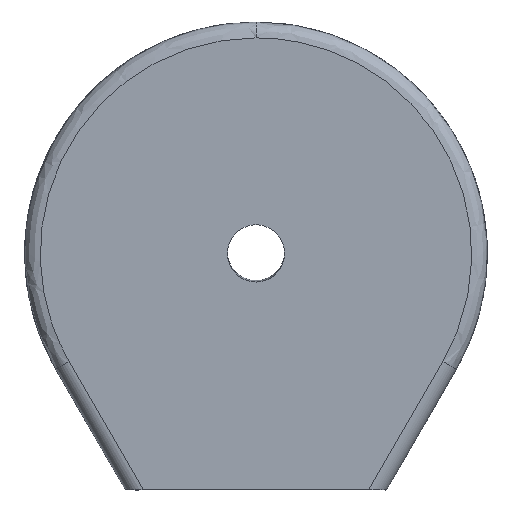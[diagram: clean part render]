
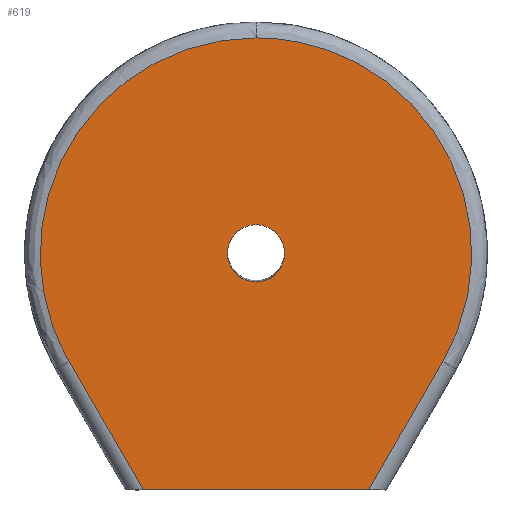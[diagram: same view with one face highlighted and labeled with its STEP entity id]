
A CAD part, left-side view. The second image highlights one B-rep face of the part: STEP entity #619.
In plain terms, the highlighted planar face has unit normal (-1, 0, -0.018).
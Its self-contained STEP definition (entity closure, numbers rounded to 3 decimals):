
#5 = CARTESIAN_POINT ( 'NONE',  ( -16.694, 22.51, -43.963 ) ) ;
#28 = LINE ( 'NONE', #5, #697 ) ;
#32 = CIRCLE ( 'NONE', #102, 5.5 ) ;
#43 = CARTESIAN_POINT ( 'NONE',  ( -17.641, 53.845, 10.31 ) ) ;
#62 = PLANE ( 'NONE',  #164 ) ;
#97 =( BOUNDED_CURVE ( )  B_SPLINE_CURVE ( 3, ( #857, #217, #852, #1019 ),
 .UNSPECIFIED., .F., .T. ) 
 B_SPLINE_CURVE_WITH_KNOTS ( ( 4, 4 ),
 ( 4.189, 6.283 ),
 .UNSPECIFIED. ) 
 CURVE ( )  GEOMETRIC_REPRESENTATION_ITEM ( )  RATIONAL_B_SPLINE_CURVE ( ( 1., 0.667, 0.667, 1. ) ) 
 REPRESENTATION_ITEM ( '' )  );
#102 = AXIS2_PLACEMENT_3D ( 'NONE', #1017, #651, #965 ) ;
#110 = ORIENTED_EDGE ( 'NONE', *, *, #699, .T. ) ;
#142 = DIRECTION ( 'NONE',  ( -1., 0., -0.017 ) ) ;
#144 = EDGE_LOOP ( 'NONE', ( #436, #675, #110, #1018, #1026 ) ) ;
#158 = DIRECTION ( 'NONE',  ( -0.017, 0., 1. ) ) ;
#164 = AXIS2_PLACEMENT_3D ( 'NONE', #474, #1020, #158 ) ;
#209 = VERTEX_POINT ( 'NONE', #733 ) ;
#216 = VERTEX_POINT ( 'NONE', #975 ) ;
#217 = CARTESIAN_POINT ( 'NONE',  ( -17.641, -53.845, 10.31 ) ) ;
#225 = LINE ( 'NONE', #555, #848 ) ;
#232 = VERTEX_POINT ( 'NONE', #434 ) ;
#278 = CARTESIAN_POINT ( 'NONE',  ( -17.099, 35.897, -20.777 ) ) ;
#304 = EDGE_CURVE ( 'NONE', #547, #361, #730, .T. ) ;
#314 = CARTESIAN_POINT ( 'NONE',  ( -16.668, 25.086, -45.45 ) ) ;
#318 = CARTESIAN_POINT ( 'NONE',  ( -17.557, 0., 5.499 ) ) ;
#361 = VERTEX_POINT ( 'NONE', #862 ) ;
#380 = EDGE_CURVE ( 'NONE', #499, #232, #32, .T. ) ;
#406 = EDGE_CURVE ( 'NONE', #547, #216, #225, .T. ) ;
#434 = CARTESIAN_POINT ( 'NONE',  ( -17.365, 0., -5.499 ) ) ;
#436 = ORIENTED_EDGE ( 'NONE', *, *, #960, .T. ) ;
#453 = CARTESIAN_POINT ( 'NONE',  ( -18.184, 0., 41.398 ) ) ;
#474 = CARTESIAN_POINT ( 'NONE',  ( -16.668, 25.086, -45.45 ) ) ;
#482 = FACE_OUTER_BOUND ( 'NONE', #144, .T. ) ;
#499 = VERTEX_POINT ( 'NONE', #318 ) ;
#547 = VERTEX_POINT ( 'NONE', #557 ) ;
#555 = CARTESIAN_POINT ( 'NONE',  ( -16.315, -9.97, -65.683 ) ) ;
#557 = CARTESIAN_POINT ( 'NONE',  ( -16.668, -21.652, -45.45 ) ) ;
#562 = CARTESIAN_POINT ( 'NONE',  ( -17.461, 0., 0. ) ) ;
#581 = EDGE_CURVE ( 'NONE', #232, #499, #929, .T. ) ;
#619 = ADVANCED_FACE ( 'NONE', ( #933, #482 ), #62, .T. ) ;
#624 = DIRECTION ( 'NONE',  ( -0.017, 0., 1. ) ) ;
#651 = DIRECTION ( 'NONE',  ( -1., 0., -0.017 ) ) ;
#670 = CARTESIAN_POINT ( 'NONE',  ( -17.099, 35.897, -20.777 ) ) ;
#675 = ORIENTED_EDGE ( 'NONE', *, *, #738, .T. ) ;
#687 = EDGE_LOOP ( 'NONE', ( #1004, #851 ) ) ;
#697 = VECTOR ( 'NONE', #742, 1000. ) ;
#698 =( BOUNDED_CURVE ( )  B_SPLINE_CURVE ( 3, ( #453, #830, #43, #670 ),
 .UNSPECIFIED., .F., .T. ) 
 B_SPLINE_CURVE_WITH_KNOTS ( ( 4, 4 ),
 ( 0., 2.094 ),
 .UNSPECIFIED. ) 
 CURVE ( )  GEOMETRIC_REPRESENTATION_ITEM ( )  RATIONAL_B_SPLINE_CURVE ( ( 1., 0.667, 0.667, 1. ) ) 
 REPRESENTATION_ITEM ( '' )  );
#699 = EDGE_CURVE ( 'NONE', #752, #361, #28, .T. ) ;
#730 = LINE ( 'NONE', #314, #743 ) ;
#733 = CARTESIAN_POINT ( 'NONE',  ( -18.184, 0., 41.398 ) ) ;
#738 = EDGE_CURVE ( 'NONE', #209, #752, #698, .T. ) ;
#742 = DIRECTION ( 'NONE',  ( 0.015, -0.5, -0.866 ) ) ;
#743 = VECTOR ( 'NONE', #785, 1000. ) ;
#752 = VERTEX_POINT ( 'NONE', #278 ) ;
#764 = AXIS2_PLACEMENT_3D ( 'NONE', #562, #142, #624 ) ;
#785 = DIRECTION ( 'NONE',  ( 0., 1., 0. ) ) ;
#830 = CARTESIAN_POINT ( 'NONE',  ( -18.184, 35.897, 41.398 ) ) ;
#848 = VECTOR ( 'NONE', #1024, 1000. ) ;
#851 = ORIENTED_EDGE ( 'NONE', *, *, #581, .F. ) ;
#852 = CARTESIAN_POINT ( 'NONE',  ( -18.184, -35.897, 41.398 ) ) ;
#857 = CARTESIAN_POINT ( 'NONE',  ( -17.099, -35.897, -20.777 ) ) ;
#862 = CARTESIAN_POINT ( 'NONE',  ( -16.668, 21.652, -45.45 ) ) ;
#929 = CIRCLE ( 'NONE', #764, 5.5 ) ;
#933 = FACE_BOUND ( 'NONE', #687, .T. ) ;
#960 = EDGE_CURVE ( 'NONE', #216, #209, #97, .T. ) ;
#965 = DIRECTION ( 'NONE',  ( -0.017, 0., 1. ) ) ;
#975 = CARTESIAN_POINT ( 'NONE',  ( -17.099, -35.897, -20.777 ) ) ;
#1004 = ORIENTED_EDGE ( 'NONE', *, *, #380, .F. ) ;
#1017 = CARTESIAN_POINT ( 'NONE',  ( -17.461, 0., 0. ) ) ;
#1018 = ORIENTED_EDGE ( 'NONE', *, *, #304, .F. ) ;
#1019 = CARTESIAN_POINT ( 'NONE',  ( -18.184, 0., 41.398 ) ) ;
#1020 = DIRECTION ( 'NONE',  ( -1., 0., -0.017 ) ) ;
#1024 = DIRECTION ( 'NONE',  ( -0.015, -0.5, 0.866 ) ) ;
#1026 = ORIENTED_EDGE ( 'NONE', *, *, #406, .T. ) ;
